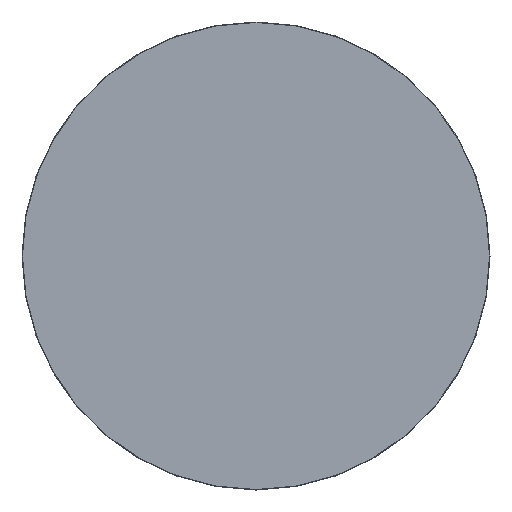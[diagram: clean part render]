
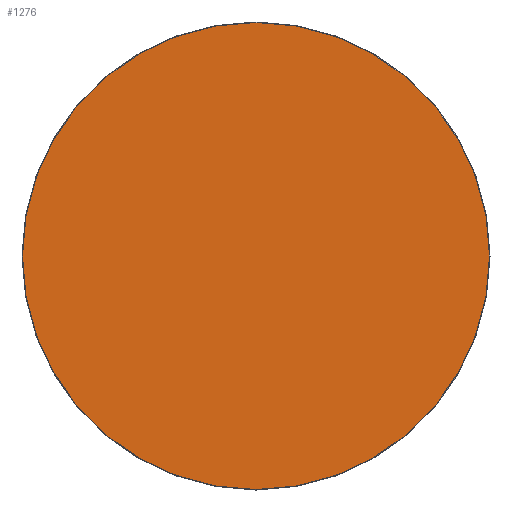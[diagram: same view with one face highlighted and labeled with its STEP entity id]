
A CAD part, left-side view. The second image highlights one B-rep face of the part: STEP entity #1276.
In plain terms, the highlighted planar face has unit normal (-1, 0, 0).
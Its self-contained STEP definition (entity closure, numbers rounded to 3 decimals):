
#98 = EDGE_LOOP ( 'NONE', ( #347, #1930 ) ) ;
#117 = AXIS2_PLACEMENT_3D ( 'NONE', #758, #923, #443 ) ;
#179 = CARTESIAN_POINT ( 'NONE',  ( 0., 0., 0. ) ) ;
#282 = DIRECTION ( 'NONE',  ( 0., 0., -1. ) ) ;
#340 = FACE_OUTER_BOUND ( 'NONE', #98, .T. ) ;
#347 = ORIENTED_EDGE ( 'NONE', *, *, #447, .T. ) ;
#418 = CIRCLE ( 'NONE', #117, 149.7 ) ;
#443 = DIRECTION ( 'NONE',  ( 0., 0., 1. ) ) ;
#447 = EDGE_CURVE ( 'NONE', #1412, #498, #418, .T. ) ;
#498 = VERTEX_POINT ( 'NONE', #2084 ) ;
#512 = CARTESIAN_POINT ( 'NONE',  ( 0., 0., -149.7 ) ) ;
#537 = DIRECTION ( 'NONE',  ( -1., 0., 0. ) ) ;
#582 = EDGE_CURVE ( 'NONE', #498, #1412, #1621, .T. ) ;
#667 = AXIS2_PLACEMENT_3D ( 'NONE', #179, #537, #1314 ) ;
#758 = CARTESIAN_POINT ( 'NONE',  ( 0., 0., 0. ) ) ;
#923 = DIRECTION ( 'NONE',  ( -1., 0., 0. ) ) ;
#1093 = DIRECTION ( 'NONE',  ( 1., 0., 0. ) ) ;
#1253 = PLANE ( 'NONE',  #1546 ) ;
#1276 = ADVANCED_FACE ( 'NONE', ( #340 ), #1253, .F. ) ;
#1314 = DIRECTION ( 'NONE',  ( 0., 0., 1. ) ) ;
#1412 = VERTEX_POINT ( 'NONE', #512 ) ;
#1422 = CARTESIAN_POINT ( 'NONE',  ( 0., 0., 0. ) ) ;
#1546 = AXIS2_PLACEMENT_3D ( 'NONE', #1422, #1093, #282 ) ;
#1621 = CIRCLE ( 'NONE', #667, 149.7 ) ;
#1930 = ORIENTED_EDGE ( 'NONE', *, *, #582, .T. ) ;
#2084 = CARTESIAN_POINT ( 'NONE',  ( 0., 0., 149.7 ) ) ;
